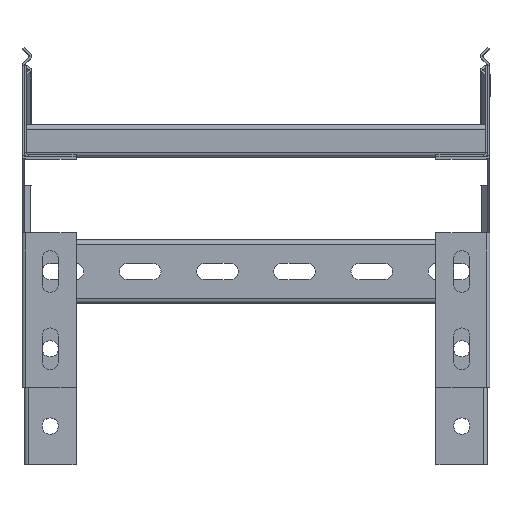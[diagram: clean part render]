
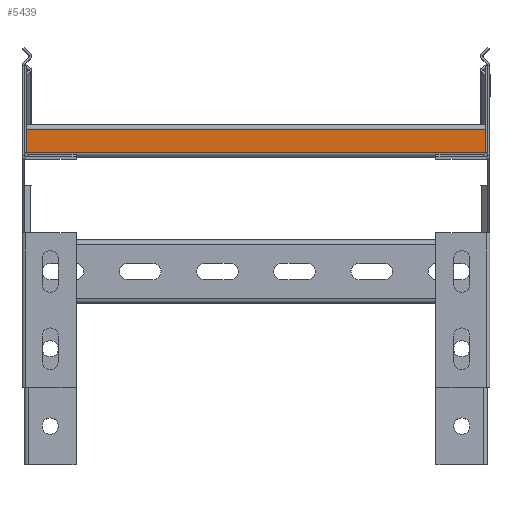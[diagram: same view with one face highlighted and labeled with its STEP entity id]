
A CAD part, top view. The second image highlights one B-rep face of the part: STEP entity #5439.
In plain terms, the highlighted face is planar.
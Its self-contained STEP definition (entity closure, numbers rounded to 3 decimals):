
#373 = DIRECTION ( 'NONE',  ( 0., -1., 0. ) ) ;
#429 = CARTESIAN_POINT ( 'NONE',  ( -20.5, 0., 300. ) ) ;
#1010 = ORIENTED_EDGE ( 'NONE', *, *, #1886, .T. ) ;
#1548 = FACE_OUTER_BOUND ( 'NONE', #2975, .T. ) ;
#1567 = ORIENTED_EDGE ( 'NONE', *, *, #5647, .F. ) ;
#1643 = VERTEX_POINT ( 'NONE', #3920 ) ;
#1811 = VECTOR ( 'NONE', #6182, 1000. ) ;
#1864 = VERTEX_POINT ( 'NONE', #4715 ) ;
#1886 = EDGE_CURVE ( 'NONE', #5907, #1864, #4800, .T. ) ;
#1977 = LINE ( 'NONE', #4929, #7675 ) ;
#2035 = VECTOR ( 'NONE', #7328, 1000. ) ;
#2793 = VECTOR ( 'NONE', #5786, 1000. ) ;
#2960 = AXIS2_PLACEMENT_3D ( 'NONE', #7746, #3985, #373 ) ;
#2975 = EDGE_LOOP ( 'NONE', ( #1567, #4892, #1010, #5386 ) ) ;
#3147 = CARTESIAN_POINT ( 'NONE',  ( -20.5, 0., 0. ) ) ;
#3242 = EDGE_CURVE ( 'NONE', #1864, #5770, #4668, .T. ) ;
#3310 = PLANE ( 'NONE',  #2960 ) ;
#3693 = DIRECTION ( 'NONE',  ( 0., 0., -1. ) ) ;
#3920 = CARTESIAN_POINT ( 'NONE',  ( -20.5, 3., 0. ) ) ;
#3985 = DIRECTION ( 'NONE',  ( -1., 0., 0. ) ) ;
#4630 = CARTESIAN_POINT ( 'NONE',  ( -20.5, 18., 300. ) ) ;
#4668 = LINE ( 'NONE', #4630, #2793 ) ;
#4715 = CARTESIAN_POINT ( 'NONE',  ( -20.5, 18., 300. ) ) ;
#4800 = LINE ( 'NONE', #429, #2035 ) ;
#4892 = ORIENTED_EDGE ( 'NONE', *, *, #6110, .F. ) ;
#4901 = LINE ( 'NONE', #3147, #1811 ) ;
#4929 = CARTESIAN_POINT ( 'NONE',  ( -20.5, 3., 300. ) ) ;
#5386 = ORIENTED_EDGE ( 'NONE', *, *, #3242, .T. ) ;
#5439 = ADVANCED_FACE ( 'NONE', ( #1548 ), #3310, .T. ) ;
#5647 = EDGE_CURVE ( 'NONE', #1643, #5770, #4901, .T. ) ;
#5770 = VERTEX_POINT ( 'NONE', #6372 ) ;
#5786 = DIRECTION ( 'NONE',  ( 0., 0., -1. ) ) ;
#5907 = VERTEX_POINT ( 'NONE', #6575 ) ;
#6110 = EDGE_CURVE ( 'NONE', #5907, #1643, #1977, .T. ) ;
#6182 = DIRECTION ( 'NONE',  ( 0., 1., 0. ) ) ;
#6372 = CARTESIAN_POINT ( 'NONE',  ( -20.5, 18., 0. ) ) ;
#6575 = CARTESIAN_POINT ( 'NONE',  ( -20.5, 3., 300. ) ) ;
#7328 = DIRECTION ( 'NONE',  ( 0., 1., 0. ) ) ;
#7675 = VECTOR ( 'NONE', #3693, 1000. ) ;
#7746 = CARTESIAN_POINT ( 'NONE',  ( -20.5, 0., 300. ) ) ;
